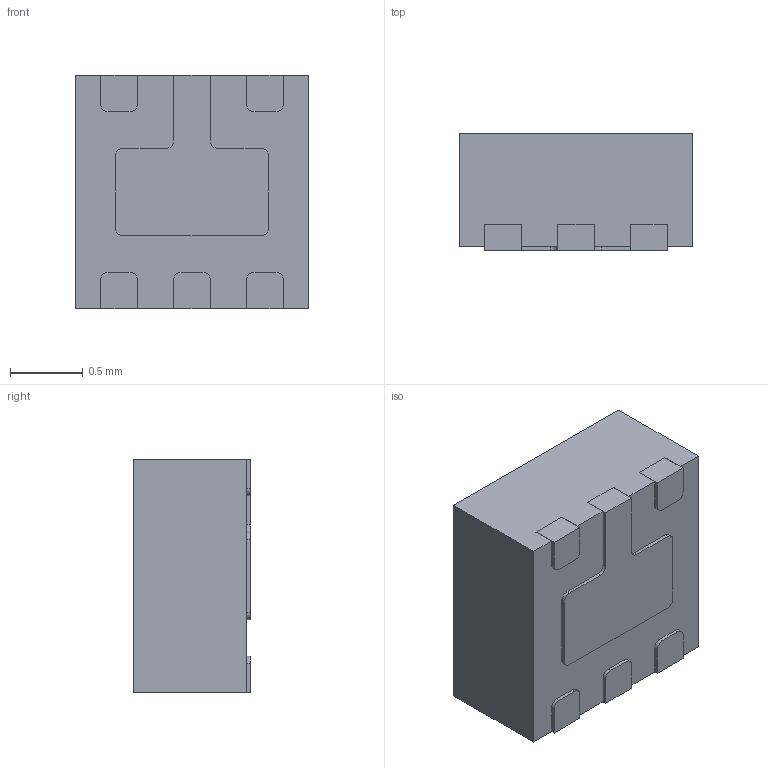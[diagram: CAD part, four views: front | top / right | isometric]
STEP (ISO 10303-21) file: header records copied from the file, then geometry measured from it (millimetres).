
FILE_DESCRIPTION(/* description */ (''),/* implementation_level */ '2;1');
FILE_NAME(/* name */ '',/* time_stamp */ '',/* author */ (''),/* organization */ (''),/* preprocessor_version */ '',/* originating_system */ '',/* authorisation */ '');
FILE_SCHEMA (('AUTOMOTIVE_DESIGN { 1 0 10303 214 3 1 1 }'));
Length unit declared in the file: millimetre
Products named in the file (3): Vishay LLP75-6A; Vishay LLP75-6A_Body; Vishay LLP75-6A_Leads
Assembly tree (2 placements, depth 2):
  Vishay LLP75-6A
    Vishay LLP75-6A_Body
    Vishay LLP75-6A_Leads
Bounding box: 1.6 x 0.8 x 1.6 mm (x, y, z)
Volume: 2 mm3; surface area: 13 mm2
Topology: 7 solids, 7 shells, 205 faces, 537 edges, 358 vertices
Faces by surface type: plane 149, bspline 40, cylinder 16
Entity records: 6621 total; most frequent: CARTESIAN_POINT 1601, ORIENTED_EDGE 1074, DIRECTION 845, EDGE_CURVE 537, LINE 425, VECTOR 425, VERTEX_POINT 358, EDGE_LOOP 217
